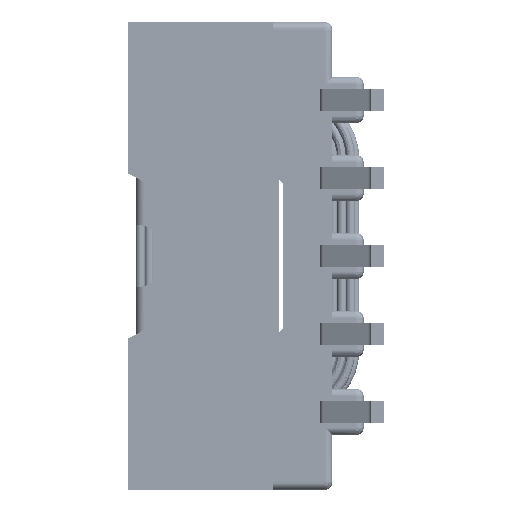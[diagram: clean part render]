
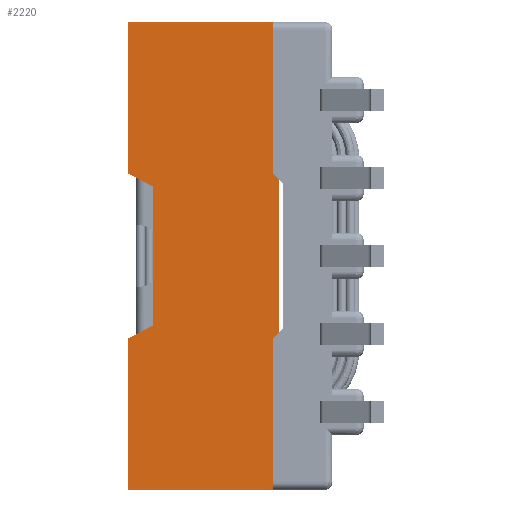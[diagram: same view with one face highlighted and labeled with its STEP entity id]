
A CAD part, left-side view. The second image highlights one B-rep face of the part: STEP entity #2220.
In plain terms, the highlighted face is planar.
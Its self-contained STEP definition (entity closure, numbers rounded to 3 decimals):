
#402 = CARTESIAN_POINT ( 'NONE',  ( 0., 0., -4.65 ) ) ;
#525 = CARTESIAN_POINT ( 'NONE',  ( 0., 0., 0. ) ) ;
#1765 = VECTOR ( 'NONE', #13674, 1000. ) ;
#1863 = CARTESIAN_POINT ( 'NONE',  ( -2.211, 0., -0.814 ) ) ;
#1962 = VECTOR ( 'NONE', #13996, 1000. ) ;
#1982 = EDGE_CURVE ( 'NONE', #7440, #5685, #10232, .T. ) ;
#2128 = EDGE_CURVE ( 'NONE', #14984, #10187, #16469, .T. ) ;
#2220 = ADVANCED_FACE ( 'NONE', ( #21086 ), #3380, .F. ) ;
#2386 = CARTESIAN_POINT ( 'NONE',  ( 2.053, 0., -1.107 ) ) ;
#2638 = VECTOR ( 'NONE', #7735, 1000. ) ;
#2778 = CARTESIAN_POINT ( 'NONE',  ( -2.649, 0., -4.65 ) ) ;
#2986 = DIRECTION ( 'NONE',  ( -0.707, 0., -0.707 ) ) ;
#3097 = ORIENTED_EDGE ( 'NONE', *, *, #9774, .F. ) ;
#3214 = CARTESIAN_POINT ( 'NONE',  ( 7.5, 0., 0. ) ) ;
#3380 = PLANE ( 'NONE',  #22263 ) ;
#4116 = ORIENTED_EDGE ( 'NONE', *, *, #20306, .F. ) ;
#4122 = VERTEX_POINT ( 'NONE', #3214 ) ;
#4411 = ORIENTED_EDGE ( 'NONE', *, *, #1982, .F. ) ;
#4412 = ORIENTED_EDGE ( 'NONE', *, *, #20581, .F. ) ;
#4887 = VECTOR ( 'NONE', #9196, 1000. ) ;
#5685 = VERTEX_POINT ( 'NONE', #10186 ) ;
#5721 = CARTESIAN_POINT ( 'NONE',  ( 7.5, 0., -4.65 ) ) ;
#5922 = CARTESIAN_POINT ( 'NONE',  ( 0., 0., -4.85 ) ) ;
#5935 = EDGE_CURVE ( 'NONE', #8750, #7440, #15744, .T. ) ;
#5963 = DIRECTION ( 'NONE',  ( 0., 0., 1. ) ) ;
#6492 = EDGE_CURVE ( 'NONE', #15603, #14984, #16470, .T. ) ;
#6756 = CARTESIAN_POINT ( 'NONE',  ( 7.5, 0., 0. ) ) ;
#6841 = VERTEX_POINT ( 'NONE', #1863 ) ;
#6973 = VERTEX_POINT ( 'NONE', #2778 ) ;
#7440 = VERTEX_POINT ( 'NONE', #24063 ) ;
#7735 = DIRECTION ( 'NONE',  ( -0.707, 0., 0.707 ) ) ;
#8750 = VERTEX_POINT ( 'NONE', #13210 ) ;
#8806 = VECTOR ( 'NONE', #22809, 1000. ) ;
#9071 = ORIENTED_EDGE ( 'NONE', *, *, #10163, .F. ) ;
#9196 = DIRECTION ( 'NONE',  ( -1., 0., 0. ) ) ;
#9274 = CARTESIAN_POINT ( 'NONE',  ( -2.449, 0., -4.85 ) ) ;
#9517 = VECTOR ( 'NONE', #24813, 1000. ) ;
#9525 = EDGE_LOOP ( 'NONE', ( #4116, #4411, #14593, #18546, #18737, #3097, #18763, #21091, #4412, #21421, #9071, #14117 ) ) ;
#9774 = EDGE_CURVE ( 'NONE', #10187, #13256, #23651, .T. ) ;
#9940 = CARTESIAN_POINT ( 'NONE',  ( 2.211, 0., -0.814 ) ) ;
#10163 = EDGE_CURVE ( 'NONE', #23860, #18911, #23995, .T. ) ;
#10186 = CARTESIAN_POINT ( 'NONE',  ( -2.65, 0., 0. ) ) ;
#10187 = VERTEX_POINT ( 'NONE', #15177 ) ;
#10232 = LINE ( 'NONE', #525, #1962 ) ;
#10741 = DIRECTION ( 'NONE',  ( -1., 0., 0. ) ) ;
#11611 = LINE ( 'NONE', #25235, #2638 ) ;
#12267 = LINE ( 'NONE', #16153, #25407 ) ;
#12378 = VECTOR ( 'NONE', #22290, 1000. ) ;
#12433 = CARTESIAN_POINT ( 'NONE',  ( 2.649, 0., -4.65 ) ) ;
#12519 = CARTESIAN_POINT ( 'NONE',  ( 2.65, 0., 0. ) ) ;
#13210 = CARTESIAN_POINT ( 'NONE',  ( -7.5, 0., -4.65 ) ) ;
#13256 = VERTEX_POINT ( 'NONE', #9274 ) ;
#13674 = DIRECTION ( 'NONE',  ( 0., 0., 1. ) ) ;
#13996 = DIRECTION ( 'NONE',  ( 1., 0., 0. ) ) ;
#14114 = LINE ( 'NONE', #22016, #12378 ) ;
#14117 = ORIENTED_EDGE ( 'NONE', *, *, #16733, .F. ) ;
#14593 = ORIENTED_EDGE ( 'NONE', *, *, #5935, .F. ) ;
#14909 = VECTOR ( 'NONE', #10741, 1000. ) ;
#14984 = VERTEX_POINT ( 'NONE', #12433 ) ;
#15177 = CARTESIAN_POINT ( 'NONE',  ( 2.449, 0., -4.85 ) ) ;
#15603 = VERTEX_POINT ( 'NONE', #5721 ) ;
#15744 = LINE ( 'NONE', #21702, #1765 ) ;
#16153 = CARTESIAN_POINT ( 'NONE',  ( 0., 0., -0.814 ) ) ;
#16469 = LINE ( 'NONE', #20712, #18933 ) ;
#16470 = LINE ( 'NONE', #402, #14909 ) ;
#16596 = LINE ( 'NONE', #6756, #17393 ) ;
#16733 = EDGE_CURVE ( 'NONE', #6841, #23860, #12267, .T. ) ;
#16921 = LINE ( 'NONE', #20292, #9517 ) ;
#17393 = VECTOR ( 'NONE', #22544, 1000. ) ;
#17425 = DIRECTION ( 'NONE',  ( -1., 0., 0. ) ) ;
#18405 = EDGE_CURVE ( 'NONE', #6973, #8750, #22792, .T. ) ;
#18546 = ORIENTED_EDGE ( 'NONE', *, *, #18405, .F. ) ;
#18737 = ORIENTED_EDGE ( 'NONE', *, *, #23097, .F. ) ;
#18763 = ORIENTED_EDGE ( 'NONE', *, *, #2128, .F. ) ;
#18911 = VERTEX_POINT ( 'NONE', #12519 ) ;
#18933 = VECTOR ( 'NONE', #2986, 1000. ) ;
#19804 = DIRECTION ( 'NONE',  ( 0., 1., 0. ) ) ;
#19826 = EDGE_CURVE ( 'NONE', #18911, #4122, #14114, .T. ) ;
#20112 = VECTOR ( 'NONE', #17425, 1000. ) ;
#20169 = DIRECTION ( 'NONE',  ( 1., 0., 0. ) ) ;
#20292 = CARTESIAN_POINT ( 'NONE',  ( -2.053, 0., -1.107 ) ) ;
#20306 = EDGE_CURVE ( 'NONE', #5685, #6841, #16921, .T. ) ;
#20581 = EDGE_CURVE ( 'NONE', #4122, #15603, #16596, .T. ) ;
#20712 = CARTESIAN_POINT ( 'NONE',  ( 3.649, 0., -3.649 ) ) ;
#21086 = FACE_OUTER_BOUND ( 'NONE', #9525, .T. ) ;
#21091 = ORIENTED_EDGE ( 'NONE', *, *, #6492, .F. ) ;
#21097 = CARTESIAN_POINT ( 'NONE',  ( 0., 0., -4.65 ) ) ;
#21421 = ORIENTED_EDGE ( 'NONE', *, *, #19826, .F. ) ;
#21702 = CARTESIAN_POINT ( 'NONE',  ( -7.5, 0., 0. ) ) ;
#22016 = CARTESIAN_POINT ( 'NONE',  ( 0., 0., 0. ) ) ;
#22263 = AXIS2_PLACEMENT_3D ( 'NONE', #23812, #19804, #5963 ) ;
#22290 = DIRECTION ( 'NONE',  ( 1., 0., 0. ) ) ;
#22544 = DIRECTION ( 'NONE',  ( 0., 0., -1. ) ) ;
#22792 = LINE ( 'NONE', #21097, #4887 ) ;
#22809 = DIRECTION ( 'NONE',  ( 0.475, 0., 0.88 ) ) ;
#23097 = EDGE_CURVE ( 'NONE', #13256, #6973, #11611, .T. ) ;
#23651 = LINE ( 'NONE', #5922, #20112 ) ;
#23812 = CARTESIAN_POINT ( 'NONE',  ( 0., 0., 0. ) ) ;
#23860 = VERTEX_POINT ( 'NONE', #9940 ) ;
#23995 = LINE ( 'NONE', #2386, #8806 ) ;
#24063 = CARTESIAN_POINT ( 'NONE',  ( -7.5, 0., 0. ) ) ;
#24813 = DIRECTION ( 'NONE',  ( 0.475, 0., -0.88 ) ) ;
#25235 = CARTESIAN_POINT ( 'NONE',  ( -3.649, 0., -3.649 ) ) ;
#25407 = VECTOR ( 'NONE', #20169, 1000. ) ;
